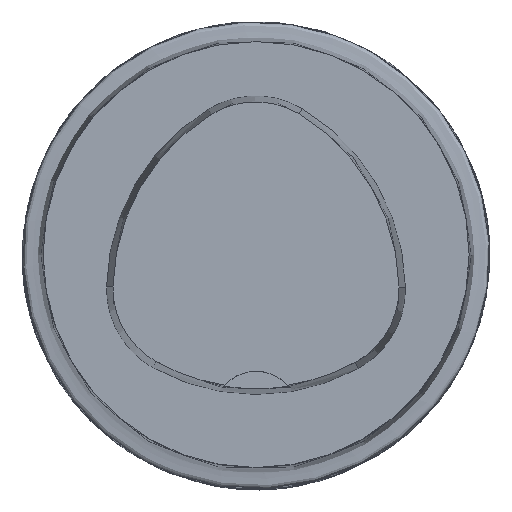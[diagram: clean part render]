
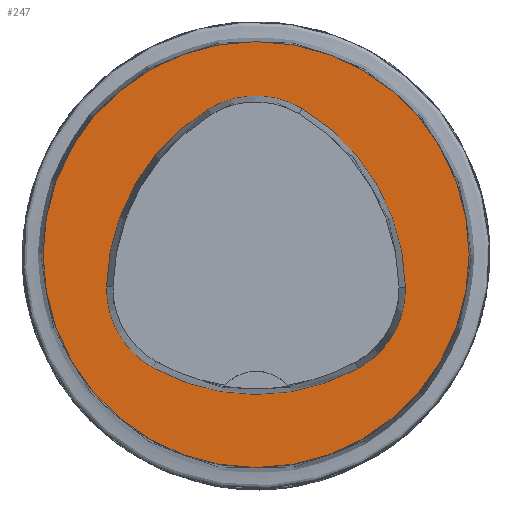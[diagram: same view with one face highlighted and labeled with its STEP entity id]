
A CAD part, top view. The second image highlights one B-rep face of the part: STEP entity #247.
In plain terms, the highlighted planar face has unit normal (0, 0, 1).
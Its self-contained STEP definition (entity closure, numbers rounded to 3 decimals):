
#185=PLANE('',#1004);
#247=ADVANCED_FACE('',(#361,#362),#185,.T.);
#361=FACE_BOUND('',#416,.T.);
#362=FACE_BOUND('',#417,.T.);
#416=EDGE_LOOP('',(#521,#522,#523,#524,#525,#526));
#417=EDGE_LOOP('',(#527));
#521=ORIENTED_EDGE('',*,*,#677,.T.);
#522=ORIENTED_EDGE('',*,*,#657,.T.);
#523=ORIENTED_EDGE('',*,*,#661,.T.);
#524=ORIENTED_EDGE('',*,*,#664,.T.);
#525=ORIENTED_EDGE('',*,*,#667,.T.);
#526=ORIENTED_EDGE('',*,*,#675,.T.);
#527=ORIENTED_EDGE('',*,*,#623,.F.);
#567=VERTEX_POINT('',#1317);
#601=VERTEX_POINT('',#1404);
#602=VERTEX_POINT('',#1405);
#605=VERTEX_POINT('',#1413);
#607=VERTEX_POINT('',#1419);
#609=VERTEX_POINT('',#1425);
#616=VERTEX_POINT('',#1446);
#623=EDGE_CURVE('',#567,#567,#690,.T.);
#657=EDGE_CURVE('',#601,#602,#708,.T.);
#661=EDGE_CURVE('',#602,#605,#710,.T.);
#664=EDGE_CURVE('',#605,#607,#712,.T.);
#667=EDGE_CURVE('',#607,#609,#714,.T.);
#675=EDGE_CURVE('',#609,#616,#718,.T.);
#677=EDGE_CURVE('',#616,#601,#720,.T.);
#690=CIRCLE('',#937,20.);
#708=CIRCLE('',#982,20.);
#710=CIRCLE('',#985,8.5);
#712=CIRCLE('',#988,20.);
#714=CIRCLE('',#991,8.5);
#718=CIRCLE('',#996,20.);
#720=CIRCLE('',#999,8.5);
#937=AXIS2_PLACEMENT_3D('',#1316,#1069,#1070);
#982=AXIS2_PLACEMENT_3D('',#1403,#1167,#1168);
#985=AXIS2_PLACEMENT_3D('',#1412,#1175,#1176);
#988=AXIS2_PLACEMENT_3D('',#1418,#1182,#1183);
#991=AXIS2_PLACEMENT_3D('',#1424,#1189,#1190);
#996=AXIS2_PLACEMENT_3D('',#1447,#1201,#1202);
#999=AXIS2_PLACEMENT_3D('',#1450,#1207,#1208);
#1004=AXIS2_PLACEMENT_3D('',#1455,#1217,#1218);
#1069=DIRECTION('',(0.,0.,-1.));
#1070=DIRECTION('',(-1.,0.,0.));
#1167=DIRECTION('',(0.,0.,-1.));
#1168=DIRECTION('',(-1.,0.,0.));
#1175=DIRECTION('',(0.,0.,-1.));
#1176=DIRECTION('',(-1.,0.,0.));
#1182=DIRECTION('',(0.,0.,-1.));
#1183=DIRECTION('',(-1.,0.,0.));
#1189=DIRECTION('',(0.,0.,-1.));
#1190=DIRECTION('',(-1.,0.,0.));
#1201=DIRECTION('',(0.,0.,-1.));
#1202=DIRECTION('',(-1.,0.,0.));
#1207=DIRECTION('',(0.,0.,-1.));
#1208=DIRECTION('',(-1.,0.,0.));
#1217=DIRECTION('',(0.,0.,1.));
#1218=DIRECTION('',(1.,0.,0.));
#1316=CARTESIAN_POINT('',(0.,0.,0.));
#1317=CARTESIAN_POINT('',(-20.,0.,0.));
#1403=CARTESIAN_POINT('',(5.955,-3.414,0.));
#1404=CARTESIAN_POINT('',(-14.041,-3.042,0.));
#1405=CARTESIAN_POINT('',(-4.472,13.653,0.));
#1412=CARTESIAN_POINT('',(-0.04,6.4,0.));
#1413=CARTESIAN_POINT('',(4.347,13.68,0.));
#1418=CARTESIAN_POINT('',(-5.976,-3.45,0.));
#1419=CARTESIAN_POINT('',(14.021,-3.075,0.));
#1424=CARTESIAN_POINT('',(5.522,-3.235,0.));
#1425=CARTESIAN_POINT('',(9.588,-10.699,0.));
#1446=CARTESIAN_POINT('',(-9.655,-10.639,0.));
#1447=CARTESIAN_POINT('',(0.022,6.864,0.));
#1450=CARTESIAN_POINT('',(-5.543,-3.2,0.));
#1455=CARTESIAN_POINT('',(0.,0.,0.));
